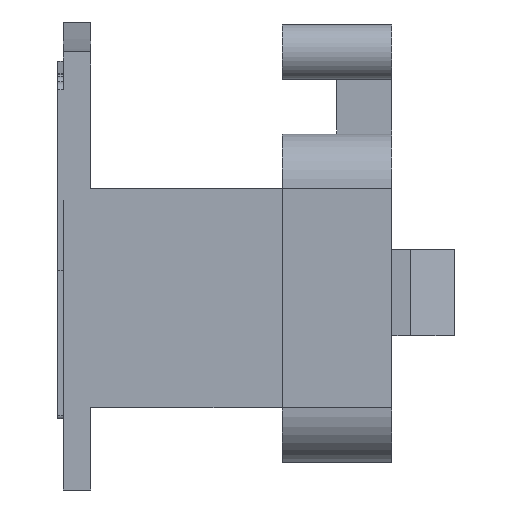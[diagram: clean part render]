
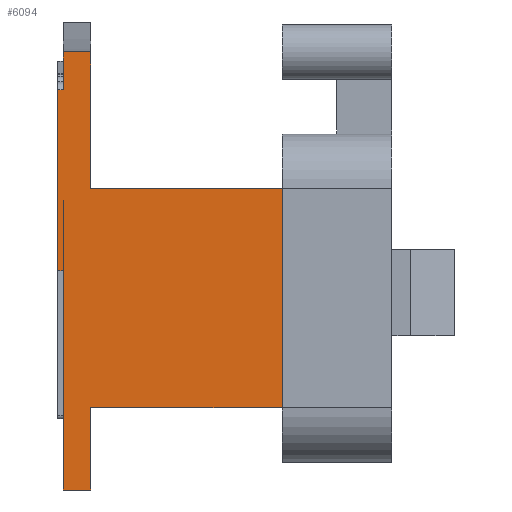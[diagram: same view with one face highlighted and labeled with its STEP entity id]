
A CAD part, left-side view. The second image highlights one B-rep face of the part: STEP entity #6094.
In plain terms, the highlighted planar face has unit normal (-1, 0, 0).
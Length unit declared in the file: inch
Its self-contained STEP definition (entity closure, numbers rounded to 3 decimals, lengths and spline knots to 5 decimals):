
#215 = DIRECTION ( 'NONE',  ( 0., 0., 1. ) ) ;
#463 = EDGE_CURVE ( 'NONE', #3129, #581, #638, .T. ) ;
#564 = ORIENTED_EDGE ( 'NONE', *, *, #6831, .F. ) ;
#581 = VERTEX_POINT ( 'NONE', #2227 ) ;
#613 = CARTESIAN_POINT ( 'NONE',  ( 1.56362, 4.74257, 2.04869 ) ) ;
#638 = LINE ( 'NONE', #4800, #1699 ) ;
#785 = VERTEX_POINT ( 'NONE', #6021 ) ;
#840 = VERTEX_POINT ( 'NONE', #5416 ) ;
#1035 = VECTOR ( 'NONE', #4216, 39.37008 ) ;
#1080 = DIRECTION ( 'NONE',  ( 0., 0., 1. ) ) ;
#1083 = ORIENTED_EDGE ( 'NONE', *, *, #3589, .F. ) ;
#1137 = CARTESIAN_POINT ( 'NONE',  ( 1.56362, 0.64257, 0.23555 ) ) ;
#1147 = CARTESIAN_POINT ( 'NONE',  ( 1.56362, 4.74257, -1.26445 ) ) ;
#1279 = CARTESIAN_POINT ( 'NONE',  ( 1.56362, 0.64257, 2.73555 ) ) ;
#1372 = CARTESIAN_POINT ( 'NONE',  ( 1.56362, 4.74257, 2.04869 ) ) ;
#1402 = EDGE_CURVE ( 'NONE', #7294, #6216, #5095, .T. ) ;
#1447 = FACE_OUTER_BOUND ( 'NONE', #6906, .T. ) ;
#1555 = ORIENTED_EDGE ( 'NONE', *, *, #7181, .F. ) ;
#1608 = VECTOR ( 'NONE', #215, 39.37008 ) ;
#1699 = VECTOR ( 'NONE', #2319, 39.37008 ) ;
#1715 = ORIENTED_EDGE ( 'NONE', *, *, #4533, .F. ) ;
#1745 = DIRECTION ( 'NONE',  ( 0., 0., -1. ) ) ;
#1765 = CARTESIAN_POINT ( 'NONE',  ( 1.56362, 4.64257, 2.73555 ) ) ;
#1860 = EDGE_CURVE ( 'NONE', #6216, #785, #3976, .T. ) ;
#1959 = DIRECTION ( 'NONE',  ( 0., 1., 0. ) ) ;
#1983 = ORIENTED_EDGE ( 'NONE', *, *, #2928, .T. ) ;
#2051 = DIRECTION ( 'NONE',  ( 0., 1., 0. ) ) ;
#2100 = CARTESIAN_POINT ( 'NONE',  ( 1.56362, -5.48053, 0.23555 ) ) ;
#2101 = VECTOR ( 'NONE', #1959, 39.37008 ) ;
#2159 = VECTOR ( 'NONE', #1080, 39.37008 ) ;
#2227 = CARTESIAN_POINT ( 'NONE',  ( 1.56362, 4.14257, -5.26445 ) ) ;
#2319 = DIRECTION ( 'NONE',  ( 0., -1., 0. ) ) ;
#2335 = CARTESIAN_POINT ( 'NONE',  ( 1.56362, -5.48053, 0.23555 ) ) ;
#2378 = LINE ( 'NONE', #1765, #3216 ) ;
#2385 = ORIENTED_EDGE ( 'NONE', *, *, #1860, .T. ) ;
#2393 = CARTESIAN_POINT ( 'NONE',  ( 1.56362, 4.14257, 2.73555 ) ) ;
#2464 = VECTOR ( 'NONE', #2051, 39.37008 ) ;
#2573 = VERTEX_POINT ( 'NONE', #7034 ) ;
#2603 = LINE ( 'NONE', #613, #1035 ) ;
#2628 = VECTOR ( 'NONE', #4295, 39.37008 ) ;
#2795 = VERTEX_POINT ( 'NONE', #1147 ) ;
#2928 = EDGE_CURVE ( 'NONE', #2795, #840, #4073, .T. ) ;
#2941 = VERTEX_POINT ( 'NONE', #1372 ) ;
#2989 = AXIS2_PLACEMENT_3D ( 'NONE', #2335, #4124, #1745 ) ;
#3035 = ORIENTED_EDGE ( 'NONE', *, *, #6876, .T. ) ;
#3129 = VERTEX_POINT ( 'NONE', #5253 ) ;
#3212 = CARTESIAN_POINT ( 'NONE',  ( 1.56362, 0.64257, -3.76445 ) ) ;
#3216 = VECTOR ( 'NONE', #6065, 39.37008 ) ;
#3589 = EDGE_CURVE ( 'NONE', #7294, #5023, #3710, .T. ) ;
#3710 = LINE ( 'NONE', #5614, #2101 ) ;
#3822 = VECTOR ( 'NONE', #4578, 39.37008 ) ;
#3976 = LINE ( 'NONE', #2100, #2464 ) ;
#4073 = LINE ( 'NONE', #4363, #4743 ) ;
#4124 = DIRECTION ( 'NONE',  ( 1., 0., 0. ) ) ;
#4216 = DIRECTION ( 'NONE',  ( 0., -1., 0. ) ) ;
#4295 = DIRECTION ( 'NONE',  ( 0., 0., 1. ) ) ;
#4363 = CARTESIAN_POINT ( 'NONE',  ( 1.56362, 4.74257, -1.26445 ) ) ;
#4533 = EDGE_CURVE ( 'NONE', #2941, #2573, #2603, .T. ) ;
#4547 = ORIENTED_EDGE ( 'NONE', *, *, #6582, .F. ) ;
#4578 = DIRECTION ( 'NONE',  ( 0., -1., 0. ) ) ;
#4580 = CARTESIAN_POINT ( 'NONE',  ( 1.56362, 4.64257, 2.73555 ) ) ;
#4672 = VECTOR ( 'NONE', #7056, 39.37008 ) ;
#4691 = LINE ( 'NONE', #7035, #3822 ) ;
#4743 = VECTOR ( 'NONE', #7526, 39.37008 ) ;
#4800 = CARTESIAN_POINT ( 'NONE',  ( 1.56362, 4.64257, -5.26445 ) ) ;
#5017 = CARTESIAN_POINT ( 'NONE',  ( 1.56362, 4.64257, 2.73555 ) ) ;
#5023 = VERTEX_POINT ( 'NONE', #7814 ) ;
#5039 = ORIENTED_EDGE ( 'NONE', *, *, #5459, .F. ) ;
#5095 = LINE ( 'NONE', #1279, #2628 ) ;
#5240 = PLANE ( 'NONE',  #2989 ) ;
#5253 = CARTESIAN_POINT ( 'NONE',  ( 1.56362, 4.64257, -5.26445 ) ) ;
#5416 = CARTESIAN_POINT ( 'NONE',  ( 1.56362, 4.64257, -1.26445 ) ) ;
#5459 = EDGE_CURVE ( 'NONE', #2795, #2941, #5969, .T. ) ;
#5607 = LINE ( 'NONE', #2393, #2159 ) ;
#5614 = CARTESIAN_POINT ( 'NONE',  ( 1.56362, -5.48053, -3.76445 ) ) ;
#5969 = LINE ( 'NONE', #6696, #6539 ) ;
#6021 = CARTESIAN_POINT ( 'NONE',  ( 1.56362, 4.14257, 0.23555 ) ) ;
#6043 = LINE ( 'NONE', #4580, #1608 ) ;
#6065 = DIRECTION ( 'NONE',  ( 0., 0., 1. ) ) ;
#6094 = ADVANCED_FACE ( 'NONE', ( #1447 ), #5240, .F. ) ;
#6216 = VERTEX_POINT ( 'NONE', #1137 ) ;
#6241 = LINE ( 'NONE', #6991, #4672 ) ;
#6539 = VECTOR ( 'NONE', #7907, 39.37008 ) ;
#6575 = ORIENTED_EDGE ( 'NONE', *, *, #1402, .T. ) ;
#6582 = EDGE_CURVE ( 'NONE', #7466, #6922, #4691, .T. ) ;
#6696 = CARTESIAN_POINT ( 'NONE',  ( 1.56362, 4.74257, 2.04869 ) ) ;
#6831 = EDGE_CURVE ( 'NONE', #2573, #7466, #6043, .T. ) ;
#6876 = EDGE_CURVE ( 'NONE', #785, #6922, #6241, .T. ) ;
#6906 = EDGE_LOOP ( 'NONE', ( #6575, #2385, #3035, #4547, #564, #1715, #5039, #1983, #1555, #7164, #7925, #1083 ) ) ;
#6922 = VERTEX_POINT ( 'NONE', #7091 ) ;
#6991 = CARTESIAN_POINT ( 'NONE',  ( 1.56362, 4.14257, 2.73555 ) ) ;
#7034 = CARTESIAN_POINT ( 'NONE',  ( 1.56362, 4.64257, 2.04869 ) ) ;
#7035 = CARTESIAN_POINT ( 'NONE',  ( 1.56362, 4.64257, 2.73555 ) ) ;
#7056 = DIRECTION ( 'NONE',  ( 0., 0., 1. ) ) ;
#7091 = CARTESIAN_POINT ( 'NONE',  ( 1.56362, 4.14257, 2.73555 ) ) ;
#7164 = ORIENTED_EDGE ( 'NONE', *, *, #463, .T. ) ;
#7181 = EDGE_CURVE ( 'NONE', #3129, #840, #2378, .T. ) ;
#7294 = VERTEX_POINT ( 'NONE', #3212 ) ;
#7466 = VERTEX_POINT ( 'NONE', #5017 ) ;
#7526 = DIRECTION ( 'NONE',  ( 0., -1., 0. ) ) ;
#7794 = EDGE_CURVE ( 'NONE', #581, #5023, #5607, .T. ) ;
#7814 = CARTESIAN_POINT ( 'NONE',  ( 1.56362, 4.14257, -3.76445 ) ) ;
#7907 = DIRECTION ( 'NONE',  ( 0., 0., 1. ) ) ;
#7925 = ORIENTED_EDGE ( 'NONE', *, *, #7794, .T. ) ;
